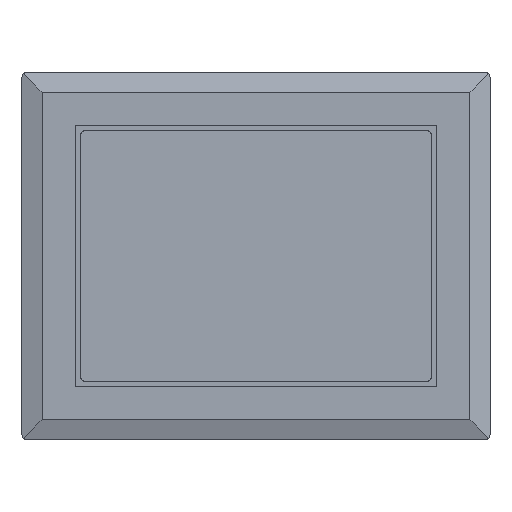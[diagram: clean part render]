
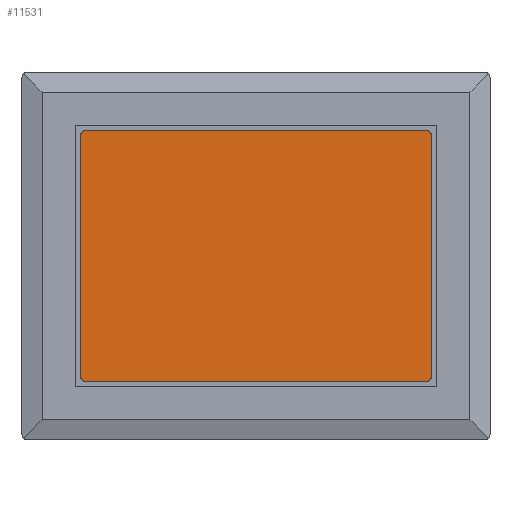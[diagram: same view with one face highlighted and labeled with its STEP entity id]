
A CAD part, top view. The second image highlights one B-rep face of the part: STEP entity #11531.
In plain terms, the highlighted planar face has unit normal (0, 0, 1).
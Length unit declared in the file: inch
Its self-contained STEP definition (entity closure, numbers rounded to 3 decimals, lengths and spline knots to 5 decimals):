
#33 = DIRECTION ( 'NONE',  ( -1., 0., 0. ) ) ;
#422 = CARTESIAN_POINT ( 'NONE',  ( -0.41339, 0.28346, 0.07874 ) ) ;
#1276 = AXIS2_PLACEMENT_3D ( 'NONE', #10695, #9625, #5915 ) ;
#1284 = VERTEX_POINT ( 'NONE', #15507 ) ;
#1504 = CARTESIAN_POINT ( 'NONE',  ( 0.40157, -0.29528, 0.07874 ) ) ;
#1793 = ORIENTED_EDGE ( 'NONE', *, *, #9456, .T. ) ;
#2023 = VECTOR ( 'NONE', #8527, 39.37008 ) ;
#2042 = CIRCLE ( 'NONE', #5236, 0.01181 ) ;
#2321 = CARTESIAN_POINT ( 'NONE',  ( 0.41339, 0.28346, 0.07874 ) ) ;
#2507 = DIRECTION ( 'NONE',  ( -1., 0., 0. ) ) ;
#2594 = EDGE_CURVE ( 'NONE', #5395, #6804, #2042, .T. ) ;
#3048 = LINE ( 'NONE', #422, #4754 ) ;
#3084 = EDGE_CURVE ( 'NONE', #10057, #4405, #8391, .T. ) ;
#3119 = DIRECTION ( 'NONE',  ( 0., 0., -1. ) ) ;
#3206 = AXIS2_PLACEMENT_3D ( 'NONE', #7633, #11337, #33 ) ;
#3596 = DIRECTION ( 'NONE',  ( 0., 0., -1. ) ) ;
#3814 = VERTEX_POINT ( 'NONE', #1504 ) ;
#4405 = VERTEX_POINT ( 'NONE', #5226 ) ;
#4711 = EDGE_CURVE ( 'NONE', #5395, #3814, #7208, .T. ) ;
#4754 = VECTOR ( 'NONE', #8262, 39.37008 ) ;
#4843 = CARTESIAN_POINT ( 'NONE',  ( 0.40157, 0.28346, 0.07874 ) ) ;
#4985 = ORIENTED_EDGE ( 'NONE', *, *, #14057, .T. ) ;
#5032 = ORIENTED_EDGE ( 'NONE', *, *, #4711, .T. ) ;
#5179 = CARTESIAN_POINT ( 'NONE',  ( -0.40157, -0.29528, 0.07874 ) ) ;
#5226 = CARTESIAN_POINT ( 'NONE',  ( -0.40157, 0.29528, 0.07874 ) ) ;
#5236 = AXIS2_PLACEMENT_3D ( 'NONE', #5603, #3119, #15593 ) ;
#5395 = VERTEX_POINT ( 'NONE', #5179 ) ;
#5603 = CARTESIAN_POINT ( 'NONE',  ( -0.40157, -0.28346, 0.07874 ) ) ;
#5886 = CARTESIAN_POINT ( 'NONE',  ( -0.40157, -0.29528, 0.07874 ) ) ;
#5915 = DIRECTION ( 'NONE',  ( -1., 0., 0. ) ) ;
#6118 = ORIENTED_EDGE ( 'NONE', *, *, #8893, .T. ) ;
#6265 = PLANE ( 'NONE',  #10889 ) ;
#6321 = AXIS2_PLACEMENT_3D ( 'NONE', #4843, #3596, #14996 ) ;
#6804 = VERTEX_POINT ( 'NONE', #12111 ) ;
#7208 = LINE ( 'NONE', #5886, #2023 ) ;
#7357 = EDGE_LOOP ( 'NONE', ( #4985, #14659, #5032, #9438, #6118, #10787, #1793, #11301 ) ) ;
#7590 = DIRECTION ( 'NONE',  ( -1., 0., 0. ) ) ;
#7633 = CARTESIAN_POINT ( 'NONE',  ( 0.40157, -0.28346, 0.07874 ) ) ;
#8262 = DIRECTION ( 'NONE',  ( 0., -1., 0. ) ) ;
#8391 = CIRCLE ( 'NONE', #1276, 0.01181 ) ;
#8527 = DIRECTION ( 'NONE',  ( 1., 0., 0. ) ) ;
#8639 = LINE ( 'NONE', #11114, #15213 ) ;
#8787 = CARTESIAN_POINT ( 'NONE',  ( -0.40157, 0.29528, 0.07874 ) ) ;
#8893 = EDGE_CURVE ( 'NONE', #1284, #9642, #8639, .T. ) ;
#9284 = VECTOR ( 'NONE', #2507, 39.37008 ) ;
#9438 = ORIENTED_EDGE ( 'NONE', *, *, #10682, .F. ) ;
#9456 = EDGE_CURVE ( 'NONE', #13325, #4405, #15052, .T. ) ;
#9625 = DIRECTION ( 'NONE',  ( 0., 0., -1. ) ) ;
#9642 = VERTEX_POINT ( 'NONE', #2321 ) ;
#10057 = VERTEX_POINT ( 'NONE', #14684 ) ;
#10682 = EDGE_CURVE ( 'NONE', #1284, #3814, #14036, .T. ) ;
#10695 = CARTESIAN_POINT ( 'NONE',  ( -0.40157, 0.28346, 0.07874 ) ) ;
#10787 = ORIENTED_EDGE ( 'NONE', *, *, #13498, .F. ) ;
#10889 = AXIS2_PLACEMENT_3D ( 'NONE', #11294, #16334, #7590 ) ;
#11114 = CARTESIAN_POINT ( 'NONE',  ( 0.41339, 0.28346, 0.07874 ) ) ;
#11294 = CARTESIAN_POINT ( 'NONE',  ( -0.40157, 0.28346, 0.07874 ) ) ;
#11301 = ORIENTED_EDGE ( 'NONE', *, *, #3084, .F. ) ;
#11337 = DIRECTION ( 'NONE',  ( 0., 0., -1. ) ) ;
#11531 = ADVANCED_FACE ( 'NONE', ( #12526 ), #6265, .F. ) ;
#12111 = CARTESIAN_POINT ( 'NONE',  ( -0.41339, -0.28346, 0.07874 ) ) ;
#12526 = FACE_OUTER_BOUND ( 'NONE', #7357, .T. ) ;
#13274 = CARTESIAN_POINT ( 'NONE',  ( 0.40157, 0.29528, 0.07874 ) ) ;
#13325 = VERTEX_POINT ( 'NONE', #13274 ) ;
#13434 = CIRCLE ( 'NONE', #6321, 0.01181 ) ;
#13498 = EDGE_CURVE ( 'NONE', #13325, #9642, #13434, .T. ) ;
#14036 = CIRCLE ( 'NONE', #3206, 0.01181 ) ;
#14057 = EDGE_CURVE ( 'NONE', #10057, #6804, #3048, .T. ) ;
#14659 = ORIENTED_EDGE ( 'NONE', *, *, #2594, .F. ) ;
#14684 = CARTESIAN_POINT ( 'NONE',  ( -0.41339, 0.28346, 0.07874 ) ) ;
#14996 = DIRECTION ( 'NONE',  ( -1., 0., 0. ) ) ;
#15052 = LINE ( 'NONE', #8787, #9284 ) ;
#15213 = VECTOR ( 'NONE', #15985, 39.37008 ) ;
#15507 = CARTESIAN_POINT ( 'NONE',  ( 0.41339, -0.28346, 0.07874 ) ) ;
#15593 = DIRECTION ( 'NONE',  ( -1., 0., 0. ) ) ;
#15985 = DIRECTION ( 'NONE',  ( 0., 1., 0. ) ) ;
#16334 = DIRECTION ( 'NONE',  ( 0., 0., -1. ) ) ;
